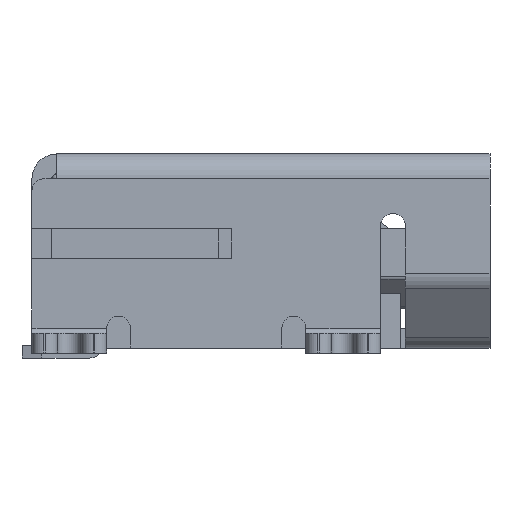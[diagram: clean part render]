
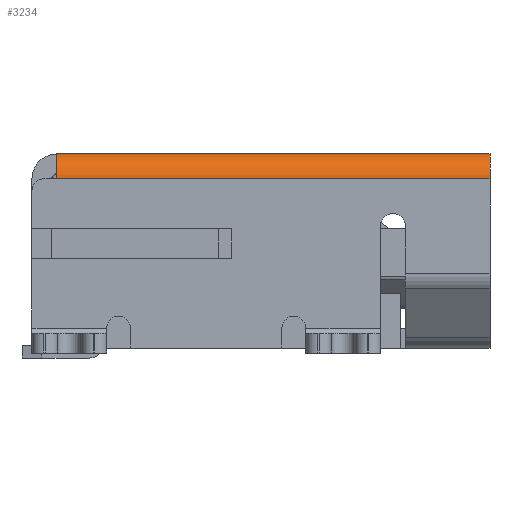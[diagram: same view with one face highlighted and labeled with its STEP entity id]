
A CAD part, left-side view. The second image highlights one B-rep face of the part: STEP entity #3234.
In plain terms, the highlighted cylindrical face has radius 0.5 mm (diameter 1 mm), a partial arc.
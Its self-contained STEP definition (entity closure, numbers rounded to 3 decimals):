
#182 = VERTEX_POINT ( 'NONE', #7085 ) ;
#507 = LINE ( 'NONE', #6236, #6918 ) ;
#983 = DIRECTION ( 'NONE',  ( 0., 0., -1. ) ) ;
#1432 = CARTESIAN_POINT ( 'NONE',  ( -3.35, 4.35, 1.45 ) ) ;
#1463 = CIRCLE ( 'NONE', #11489, 0.5 ) ;
#1860 = CARTESIAN_POINT ( 'NONE',  ( -3.85, 4.35, 1.45 ) ) ;
#2465 = AXIS2_PLACEMENT_3D ( 'NONE', #13976, #13678, #3788 ) ;
#2714 = DIRECTION ( 'NONE',  ( 0., 0., -1. ) ) ;
#3234 = ADVANCED_FACE ( 'NONE', ( #8586 ), #15046, .T. ) ;
#3788 = DIRECTION ( 'NONE',  ( 0., 0., -1. ) ) ;
#4132 = CIRCLE ( 'NONE', #14190, 0.5 ) ;
#6236 = CARTESIAN_POINT ( 'NONE',  ( -3.35, 4.35, 1.95 ) ) ;
#6918 = VECTOR ( 'NONE', #13980, 1000. ) ;
#7085 = CARTESIAN_POINT ( 'NONE',  ( -3.35, -4.35, 1.95 ) ) ;
#7405 = DIRECTION ( 'NONE',  ( 0., -1., 0. ) ) ;
#8261 = EDGE_CURVE ( 'NONE', #14091, #15410, #4132, .T. ) ;
#8586 = FACE_OUTER_BOUND ( 'NONE', #15007, .T. ) ;
#8625 = EDGE_CURVE ( 'NONE', #14091, #10840, #14790, .T. ) ;
#8631 = DIRECTION ( 'NONE',  ( 0., 1., 0. ) ) ;
#10042 = CARTESIAN_POINT ( 'NONE',  ( -3.85, -4.35, 1.45 ) ) ;
#10307 = ORIENTED_EDGE ( 'NONE', *, *, #11234, .T. ) ;
#10364 = DIRECTION ( 'NONE',  ( 0., 1., 0. ) ) ;
#10527 = VECTOR ( 'NONE', #7405, 1000. ) ;
#10840 = VERTEX_POINT ( 'NONE', #10042 ) ;
#11234 = EDGE_CURVE ( 'NONE', #10840, #182, #1463, .T. ) ;
#11489 = AXIS2_PLACEMENT_3D ( 'NONE', #16319, #8631, #983 ) ;
#12150 = ORIENTED_EDGE ( 'NONE', *, *, #8625, .T. ) ;
#12357 = ORIENTED_EDGE ( 'NONE', *, *, #8261, .F. ) ;
#12550 = ORIENTED_EDGE ( 'NONE', *, *, #12623, .F. ) ;
#12623 = EDGE_CURVE ( 'NONE', #15410, #182, #507, .T. ) ;
#13314 = CARTESIAN_POINT ( 'NONE',  ( -3.35, 4.35, 1.95 ) ) ;
#13678 = DIRECTION ( 'NONE',  ( 0., 1., 0. ) ) ;
#13976 = CARTESIAN_POINT ( 'NONE',  ( -3.35, 4.35, 1.45 ) ) ;
#13980 = DIRECTION ( 'NONE',  ( 0., -1., 0. ) ) ;
#14091 = VERTEX_POINT ( 'NONE', #1860 ) ;
#14190 = AXIS2_PLACEMENT_3D ( 'NONE', #1432, #10364, #2714 ) ;
#14790 = LINE ( 'NONE', #16361, #10527 ) ;
#15007 = EDGE_LOOP ( 'NONE', ( #10307, #12550, #12357, #12150 ) ) ;
#15046 = CYLINDRICAL_SURFACE ( 'NONE', #2465, 0.5 ) ;
#15410 = VERTEX_POINT ( 'NONE', #13314 ) ;
#16319 = CARTESIAN_POINT ( 'NONE',  ( -3.35, -4.35, 1.45 ) ) ;
#16361 = CARTESIAN_POINT ( 'NONE',  ( -3.85, 4.35, 1.45 ) ) ;
